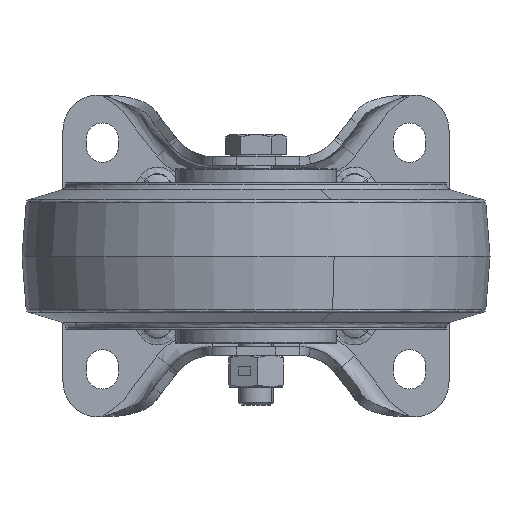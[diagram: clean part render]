
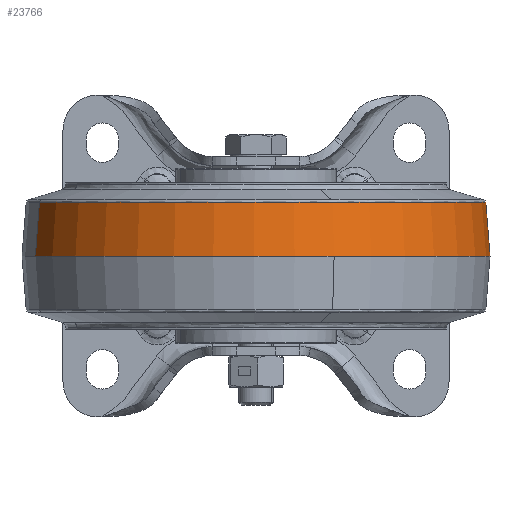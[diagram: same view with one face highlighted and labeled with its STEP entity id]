
A CAD part, front view. The second image highlights one B-rep face of the part: STEP entity #23766.
In plain terms, the highlighted conical face has half-angle 4.514 degrees and reference radius 80 mm.
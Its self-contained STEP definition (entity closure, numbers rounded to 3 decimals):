
#540 = CARTESIAN_POINT ( 'NONE',  ( -74.052, -136.212, 18.315 ) ) ;
#1230 = CARTESIAN_POINT ( 'NONE',  ( -75.415, -136.694, 0. ) ) ;
#3435 = VERTEX_POINT ( 'NONE', #24299 ) ;
#3555 = DIRECTION ( 'NONE',  ( -0.074, -0.026, -0.997 ) ) ;
#4427 = VERTEX_POINT ( 'NONE', #18931 ) ;
#6305 = EDGE_CURVE ( 'NONE', #25921, #4427, #21572, .T. ) ;
#6564 = DIRECTION ( 'NONE',  ( 0.074, 0.026, -0.997 ) ) ;
#6594 = EDGE_CURVE ( 'NONE', #25921, #20957, #23095, .T. ) ;
#7264 = AXIS2_PLACEMENT_3D ( 'NONE', #31763, #11615, #34289 ) ;
#8040 = CARTESIAN_POINT ( 'NONE',  ( 74.052, -83.788, 18.315 ) ) ;
#8279 = CARTESIAN_POINT ( 'NONE',  ( 0., -110., 18.315 ) ) ;
#10548 = DIRECTION ( 'NONE',  ( 0., 0., -1. ) ) ;
#11615 = DIRECTION ( 'NONE',  ( 0., 0., -1. ) ) ;
#12101 = CIRCLE ( 'NONE', #21409, 80. ) ;
#12298 = ORIENTED_EDGE ( 'NONE', *, *, #13914, .F. ) ;
#13574 = CONICAL_SURFACE ( 'NONE', #35245, 80., 0.079 ) ;
#13914 = EDGE_CURVE ( 'NONE', #20957, #19952, #23827, .T. ) ;
#16780 = EDGE_LOOP ( 'NONE', ( #37603, #29691, #28746, #19523, #12298 ) ) ;
#18931 = CARTESIAN_POINT ( 'NONE',  ( -75.415, -136.694, 0. ) ) ;
#19172 = VECTOR ( 'NONE', #6564, 1000. ) ;
#19523 = ORIENTED_EDGE ( 'NONE', *, *, #33016, .F. ) ;
#19952 = VERTEX_POINT ( 'NONE', #37207 ) ;
#20957 = VERTEX_POINT ( 'NONE', #8040 ) ;
#21409 = AXIS2_PLACEMENT_3D ( 'NONE', #29382, #34984, #29567 ) ;
#21572 = LINE ( 'NONE', #1230, #26227 ) ;
#22763 = DIRECTION ( 'NONE',  ( 0.943, 0.334, 0. ) ) ;
#23095 = CIRCLE ( 'NONE', #28698, 78.554 ) ;
#23766 = ADVANCED_FACE ( 'NONE', ( #36728 ), #13574, .T. ) ;
#23827 = LINE ( 'NONE', #33088, #19172 ) ;
#24299 = CARTESIAN_POINT ( 'NONE',  ( 26.694, -185.415, 0. ) ) ;
#24549 = CARTESIAN_POINT ( 'NONE',  ( 0., -110., 0. ) ) ;
#25329 = DIRECTION ( 'NONE',  ( 0.943, 0.334, 0. ) ) ;
#25921 = VERTEX_POINT ( 'NONE', #540 ) ;
#26129 = DIRECTION ( 'NONE',  ( 0., 0., 1. ) ) ;
#26227 = VECTOR ( 'NONE', #3555, 1000. ) ;
#26403 = EDGE_CURVE ( 'NONE', #3435, #4427, #29546, .T. ) ;
#28698 = AXIS2_PLACEMENT_3D ( 'NONE', #8279, #26129, #25329 ) ;
#28746 = ORIENTED_EDGE ( 'NONE', *, *, #26403, .F. ) ;
#29382 = CARTESIAN_POINT ( 'NONE',  ( 0., -110., 0. ) ) ;
#29546 = CIRCLE ( 'NONE', #7264, 80. ) ;
#29567 = DIRECTION ( 'NONE',  ( -0.943, -0.334, 0. ) ) ;
#29691 = ORIENTED_EDGE ( 'NONE', *, *, #6305, .T. ) ;
#31763 = CARTESIAN_POINT ( 'NONE',  ( 0., -110., 0. ) ) ;
#33016 = EDGE_CURVE ( 'NONE', #19952, #3435, #12101, .T. ) ;
#33088 = CARTESIAN_POINT ( 'NONE',  ( 75.415, -83.306, 0. ) ) ;
#34289 = DIRECTION ( 'NONE',  ( -0.943, -0.334, 0. ) ) ;
#34984 = DIRECTION ( 'NONE',  ( 0., 0., -1. ) ) ;
#35245 = AXIS2_PLACEMENT_3D ( 'NONE', #24549, #10548, #22763 ) ;
#36728 = FACE_OUTER_BOUND ( 'NONE', #16780, .T. ) ;
#37207 = CARTESIAN_POINT ( 'NONE',  ( 75.415, -83.306, 0. ) ) ;
#37603 = ORIENTED_EDGE ( 'NONE', *, *, #6594, .F. ) ;
